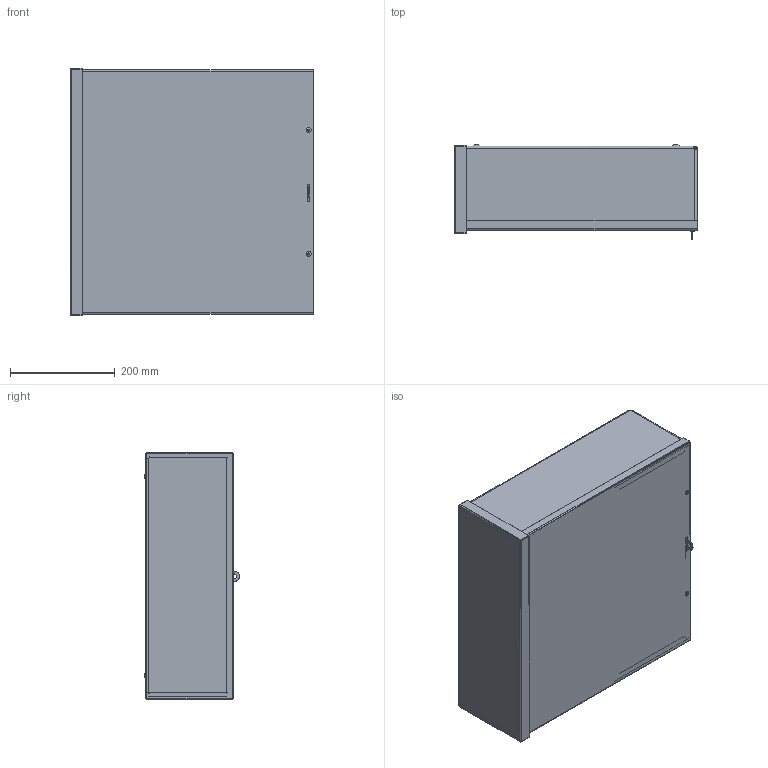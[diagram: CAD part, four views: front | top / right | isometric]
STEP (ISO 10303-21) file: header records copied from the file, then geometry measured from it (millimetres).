
FILE_DESCRIPTION(/* description */ ('RSC181806G, WRAP 18X18X6'),/* implementation_level */ '2;1');
FILE_NAME(/* name */ 'RSC181806G.iam.stp',/* time_stamp */ '2014-04-17T08:27:29-06:00',/* author */ ('kadelman'),/* organization */ (''),/* preprocessor_version */ 'ST-DEVELOPER v15.2',/* originating_system */ 'Autodesk Inventor 2014',/* authorisation */ '');
FILE_SCHEMA (('AUTOMOTIVE_DESIGN { 1 0 10303 214 3 1 1 }'));
Length unit declared in the file: inch
Products named in the file (8): RSC181806G_WRAP; RSC1818G_LID; RSC1806G_CAP; 3183; RSC1818G_BKP; ANSI B18.6.4 - 8-32 UNC - 0.375(13) F IA; o; RSC181806G
Bounding box: 464.32 x 180.96 x 473.07 mm (x, y, z)
Volume: 1401574.5 mm3; surface area: 1795311.8 mm2
Topology: 7 solids, 7 shells, 619 faces, 1543 edges, 973 vertices
Faces by surface type: plane 304, cylinder 171, bspline 54, torus 36, cone 36, sphere 18
Full cylindrical faces by diameter (mm): 3.175 x2, 3.759 x2, 3.962 x1, 4.166 x2, 4.191 x1, 5.803 x1, 7.62 x4, 7.95 x4, 9.525 x1, 9.754 x2, 38.1 x4, 44.45 x4
Entity records: 18590 total; most frequent: CARTESIAN_POINT 4855, ORIENTED_EDGE 2648, DIRECTION 2601, EDGE_CURVE 1324, AXIS2_PLACEMENT_3D 892, VERTEX_POINT 870, LINE 817, VECTOR 817
